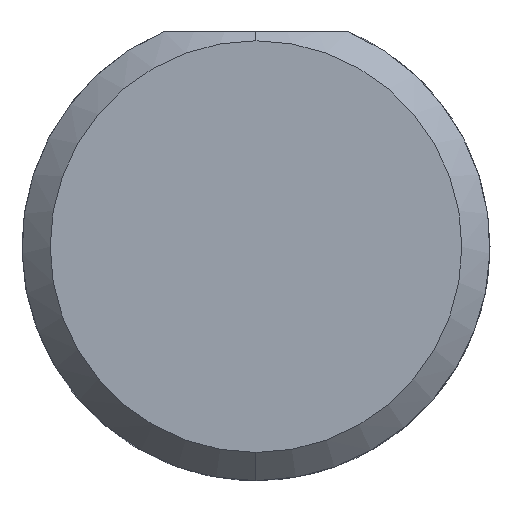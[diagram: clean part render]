
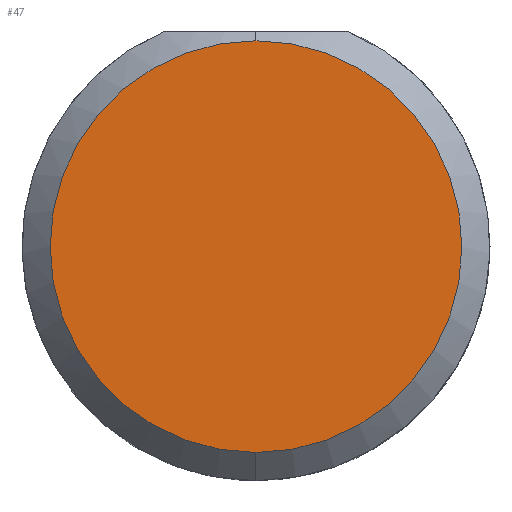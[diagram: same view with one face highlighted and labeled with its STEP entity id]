
A CAD part, left-side view. The second image highlights one B-rep face of the part: STEP entity #47.
In plain terms, the highlighted planar face has unit normal (-1, 0, 0).
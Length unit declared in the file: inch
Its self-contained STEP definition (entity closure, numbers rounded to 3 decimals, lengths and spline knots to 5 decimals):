
#28 = PLANE ( 'NONE',  #49 ) ;
#47 = ADVANCED_FACE ( 'NONE', ( #162 ), #28, .F. ) ;
#49 = AXIS2_PLACEMENT_3D ( 'NONE', #86, #89, #137 ) ;
#86 = CARTESIAN_POINT ( 'NONE',  ( 0., 0., 0. ) ) ;
#89 = DIRECTION ( 'NONE',  ( 1., 0., 0. ) ) ;
#90 = CARTESIAN_POINT ( 'NONE',  ( 0., 0., 0. ) ) ;
#101 = ORIENTED_EDGE ( 'NONE', *, *, #159, .T. ) ;
#137 = DIRECTION ( 'NONE',  ( 0., 0., -1. ) ) ;
#159 = EDGE_CURVE ( 'NONE', #514, #271, #630, .T. ) ;
#162 = FACE_OUTER_BOUND ( 'NONE', #565, .T. ) ;
#178 = DIRECTION ( 'NONE',  ( -1., 0., 0. ) ) ;
#199 = CARTESIAN_POINT ( 'NONE',  ( 0., 0., -0.10985 ) ) ;
#271 = VERTEX_POINT ( 'NONE', #199 ) ;
#286 = EDGE_CURVE ( 'NONE', #271, #514, #488, .T. ) ;
#335 = AXIS2_PLACEMENT_3D ( 'NONE', #90, #178, #388 ) ;
#388 = DIRECTION ( 'NONE',  ( 0., 0., 1. ) ) ;
#396 = AXIS2_PLACEMENT_3D ( 'NONE', #563, #595, #596 ) ;
#488 = CIRCLE ( 'NONE', #335, 0.10985 ) ;
#500 = ORIENTED_EDGE ( 'NONE', *, *, #286, .T. ) ;
#514 = VERTEX_POINT ( 'NONE', #582 ) ;
#563 = CARTESIAN_POINT ( 'NONE',  ( 0., 0., 0. ) ) ;
#565 = EDGE_LOOP ( 'NONE', ( #500, #101 ) ) ;
#582 = CARTESIAN_POINT ( 'NONE',  ( 0., 0., 0.10985 ) ) ;
#595 = DIRECTION ( 'NONE',  ( -1., 0., 0. ) ) ;
#596 = DIRECTION ( 'NONE',  ( 0., 0., 1. ) ) ;
#630 = CIRCLE ( 'NONE', #396, 0.10985 ) ;
